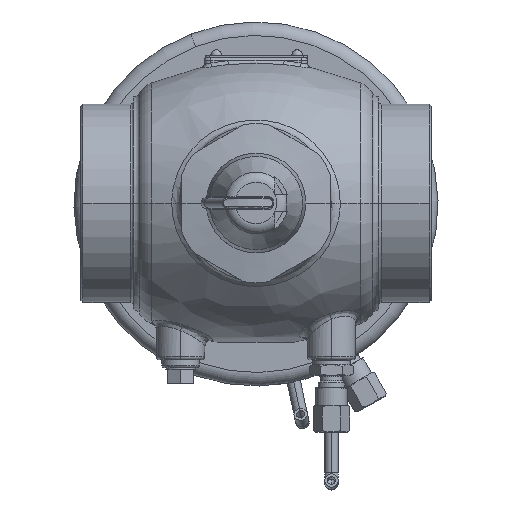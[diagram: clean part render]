
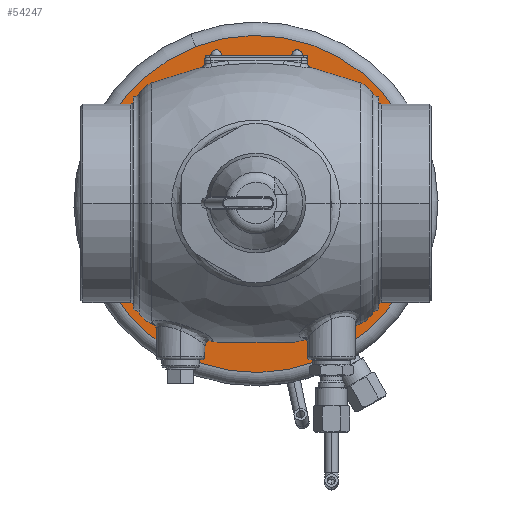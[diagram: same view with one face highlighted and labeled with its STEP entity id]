
A CAD part, top view. The second image highlights one B-rep face of the part: STEP entity #54247.
In plain terms, the highlighted planar face has unit normal (0, 0, 1).
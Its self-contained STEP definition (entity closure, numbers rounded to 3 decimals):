
#16893=CARTESIAN_POINT('',(0.,0.,-118.1));
#16894=DIRECTION('',(0.,0.,-1.));
#16895=DIRECTION('',(-0.358,0.934,0.));
#16896=AXIS2_PLACEMENT_3D('',#16893,#16894,#16895);
#16908=CARTESIAN_POINT('',(0.,0.,-118.1));
#16909=DIRECTION('',(0.,0.,-1.));
#16910=DIRECTION('',(0.358,-0.934,0.));
#16911=AXIS2_PLACEMENT_3D('',#16908,#16909,#16910);
#16923=CARTESIAN_POINT('',(0.,0.,-118.1));
#16924=DIRECTION('',(0.,0.,1.));
#16925=DIRECTION('',(-0.358,0.934,0.));
#16926=AXIS2_PLACEMENT_3D('',#16923,#16924,#16925);
#16938=CARTESIAN_POINT('',(0.,0.,-118.1));
#16939=DIRECTION('',(0.,0.,1.));
#16940=DIRECTION('',(0.358,-0.934,0.));
#16941=AXIS2_PLACEMENT_3D('',#16938,#16939,#16940);
#31390=CARTESIAN_POINT('',(-22.416,58.395,
-118.1));
#31391=CARTESIAN_POINT('',(22.416,-58.395,
-118.1));
#31392=VERTEX_POINT('',#31390);
#31393=VERTEX_POINT('',#31391);
#31402=CARTESIAN_POINT('',(17.739,-46.211,
-118.1));
#31403=CARTESIAN_POINT('',(-17.739,46.211,
-118.1));
#31404=VERTEX_POINT('',#31402);
#31405=VERTEX_POINT('',#31403);
#54232=CARTESIAN_POINT('',(0.,0.,-118.1));
#54233=DIRECTION('',(0.,0.,-1.));
#54234=DIRECTION('',(-0.358,0.934,0.));
#54235=AXIS2_PLACEMENT_3D('',#54232,#54233,#54234);
#54236=PLANE('',#54235);
#54238=ORIENTED_EDGE('',*,*,#54237,.F.);
#54240=ORIENTED_EDGE('',*,*,#54239,.F.);
#54241=EDGE_LOOP('',(#54238,#54240));
#54242=FACE_OUTER_BOUND('',#54241,.F.);
#54243=ORIENTED_EDGE('',*,*,#54214,.F.);
#54244=ORIENTED_EDGE('',*,*,#54199,.F.);
#54245=EDGE_LOOP('',(#54243,#54244));
#54246=FACE_BOUND('',#54245,.F.);
#54247=ADVANCED_FACE('',(#54242,#54246),#54236,.F.);
#16897=CIRCLE('',#16896,49.498);
#16912=CIRCLE('',#16911,49.498);
#16927=CIRCLE('',#16926,62.55);
#16942=CIRCLE('',#16941,62.55);
#54199=EDGE_CURVE('',#31405,#31404,#16897,.T.);
#54214=EDGE_CURVE('',#31404,#31405,#16912,.T.);
#54237=EDGE_CURVE('',#31392,#31393,#16927,.T.);
#54239=EDGE_CURVE('',#31393,#31392,#16942,.T.);
